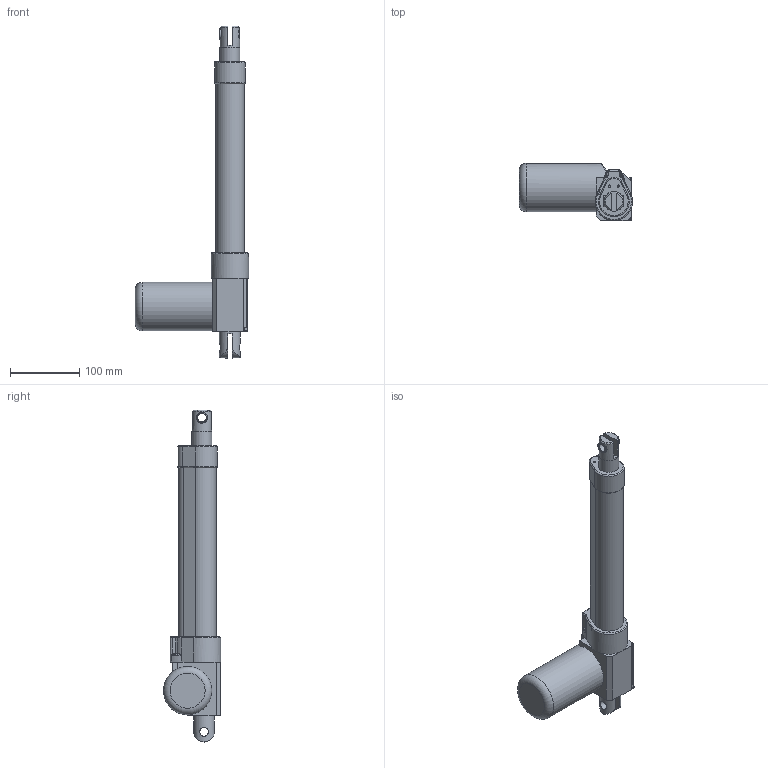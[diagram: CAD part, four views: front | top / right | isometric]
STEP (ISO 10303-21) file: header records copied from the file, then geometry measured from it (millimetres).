
FILE_DESCRIPTION(/* description */ (''),/* implementation_level */ '2;1');
FILE_NAME(/* name */ 'FA-XXX-IP66-12-10.step',/* time_stamp */ '2019-09-05T13:48:56-07:00',/* author */ (''),/* organization */ (''),/* preprocessor_version */ 'ST-DEVELOPER v18',/* originating_system */ 'Autodesk Translation Framework v8.6.0.1094',/* authorisation */ '');
FILE_SCHEMA (('AUTOMOTIVE_DESIGN { 1 0 10303 214 3 1 1 }'));
Length unit declared in the file: inch
Products named in the file (1): (Unsaved)
Bounding box: 163.51 x 82.55 x 480 mm (x, y, z)
Volume: 1293152.2 mm3; surface area: 110487.2 mm2
Topology: 1 solids, 4 shells, 184 faces, 459 edges, 296 vertices
Faces by surface type: plane 85, cylinder 52, bspline 22, torus 13, cone 11, sphere 1
Full cylindrical faces by diameter (mm): 3.251 x2, 5.918 x3, 6 x3, 6.35 x3, 12.7 x4, 15.875 x2, 28.067 x1, 28.575 x1, 30.162 x1, 69.85 x1
Entity records: 6850 total; most frequent: CARTESIAN_POINT 2494, ORIENTED_EDGE 912, DIRECTION 881, EDGE_CURVE 456, AXIS2_PLACEMENT_3D 338, VERTEX_POINT 296, EDGE_LOOP 208, LINE 205
